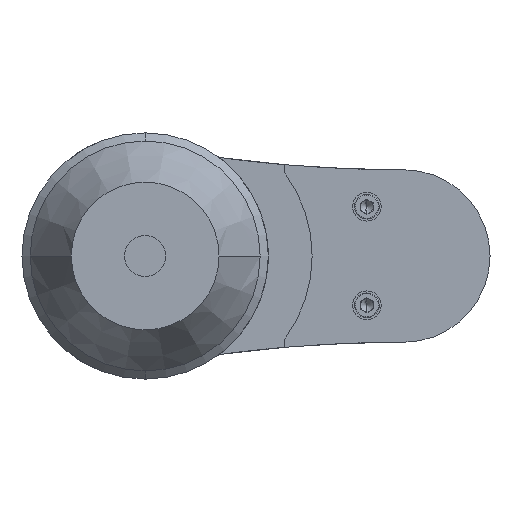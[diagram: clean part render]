
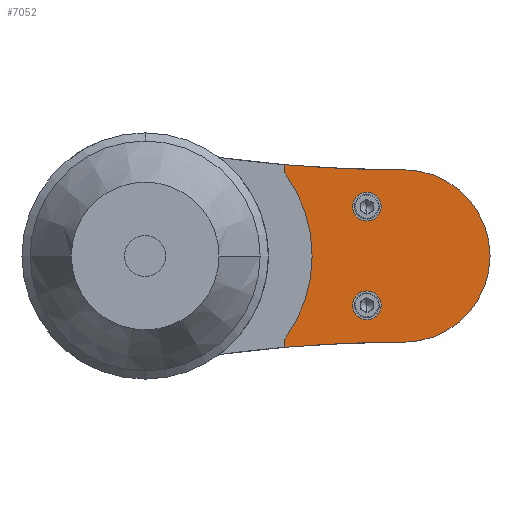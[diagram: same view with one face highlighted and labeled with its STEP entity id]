
A CAD part, left-side view. The second image highlights one B-rep face of the part: STEP entity #7052.
In plain terms, the highlighted planar face has unit normal (-1, 0, 0).
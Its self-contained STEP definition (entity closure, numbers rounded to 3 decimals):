
#69 = CIRCLE ( 'NONE', #5304, 169.5 ) ;
#208 = CIRCLE ( 'NONE', #4401, 169.5 ) ;
#262 = ORIENTED_EDGE ( 'NONE', *, *, #6435, .F. ) ;
#339 = DIRECTION ( 'NONE',  ( 0., 0., -1. ) ) ;
#354 = VECTOR ( 'NONE', #5240, 1000. ) ;
#479 = DIRECTION ( 'NONE',  ( -1., 0., 0. ) ) ;
#554 = CIRCLE ( 'NONE', #4638, 1.75 ) ;
#626 = DIRECTION ( 'NONE',  ( -1., 0., 0. ) ) ;
#698 = DIRECTION ( 'NONE',  ( 0., 0., -1. ) ) ;
#1043 = EDGE_CURVE ( 'NONE', #5580, #6941, #6667, .T. ) ;
#1084 = VECTOR ( 'NONE', #2771, 1000. ) ;
#1140 = FACE_OUTER_BOUND ( 'NONE', #6518, .T. ) ;
#1238 = EDGE_LOOP ( 'NONE', ( #1840, #262 ) ) ;
#1248 = CIRCLE ( 'NONE', #6501, 10.5 ) ;
#1276 = AXIS2_PLACEMENT_3D ( 'NONE', #5324, #5872, #339 ) ;
#1293 = VERTEX_POINT ( 'NONE', #3947 ) ;
#1475 = AXIS2_PLACEMENT_3D ( 'NONE', #6467, #3701, #4279 ) ;
#1508 = CIRCLE ( 'NONE', #3382, 1.75 ) ;
#1640 = DIRECTION ( 'NONE',  ( 0., 0., 1. ) ) ;
#1840 = ORIENTED_EDGE ( 'NONE', *, *, #5400, .F. ) ;
#1979 = VERTEX_POINT ( 'NONE', #3970 ) ;
#2079 = VERTEX_POINT ( 'NONE', #4855 ) ;
#2246 = EDGE_CURVE ( 'NONE', #1979, #5580, #69, .T. ) ;
#2259 = VERTEX_POINT ( 'NONE', #4052 ) ;
#2273 = CARTESIAN_POINT ( 'NONE',  ( 105.807, -31.5, 180. ) ) ;
#2287 = CARTESIAN_POINT ( 'NONE',  ( 105.807, -27., 6. ) ) ;
#2308 = CARTESIAN_POINT ( 'NONE',  ( 105.807, -31.5, 0. ) ) ;
#2639 = CARTESIAN_POINT ( 'NONE',  ( 105.807, -27., -7.75 ) ) ;
#2643 = AXIS2_PLACEMENT_3D ( 'NONE', #6643, #5546, #1640 ) ;
#2704 = DIRECTION ( 'NONE',  ( 0., 0., 1. ) ) ;
#2709 = CARTESIAN_POINT ( 'NONE',  ( 105.807, -31.5, 10.5 ) ) ;
#2771 = DIRECTION ( 'NONE',  ( 0., 0., 1. ) ) ;
#2853 = DIRECTION ( 'NONE',  ( 0., 0., -1. ) ) ;
#2895 = DIRECTION ( 'NONE',  ( 0., 0., -1. ) ) ;
#3009 = EDGE_LOOP ( 'NONE', ( #4203, #4075 ) ) ;
#3053 = VERTEX_POINT ( 'NONE', #2639 ) ;
#3169 = LINE ( 'NONE', #4735, #354 ) ;
#3180 = CARTESIAN_POINT ( 'NONE',  ( 105.807, -17., -11.121 ) ) ;
#3238 = EDGE_CURVE ( 'NONE', #4948, #1979, #1248, .T. ) ;
#3270 = EDGE_CURVE ( 'NONE', #6941, #2079, #3605, .T. ) ;
#3286 = CARTESIAN_POINT ( 'NONE',  ( 105.807, -31.5, -180. ) ) ;
#3382 = AXIS2_PLACEMENT_3D ( 'NONE', #4952, #5161, #6795 ) ;
#3605 = CIRCLE ( 'NONE', #4061, 17. ) ;
#3625 = CIRCLE ( 'NONE', #1276, 1.75 ) ;
#3637 = ORIENTED_EDGE ( 'NONE', *, *, #5624, .F. ) ;
#3677 = CARTESIAN_POINT ( 'NONE',  ( 105.807, -17., 11.121 ) ) ;
#3701 = DIRECTION ( 'NONE',  ( -1., 0., 0. ) ) ;
#3935 = DIRECTION ( 'NONE',  ( -1., 0., 0. ) ) ;
#3947 = CARTESIAN_POINT ( 'NONE',  ( 105.807, -27., -4.25 ) ) ;
#3970 = CARTESIAN_POINT ( 'NONE',  ( 105.807, -31.5, -10.5 ) ) ;
#3994 = ORIENTED_EDGE ( 'NONE', *, *, #2246, .F. ) ;
#4052 = CARTESIAN_POINT ( 'NONE',  ( 105.807, -27., 7.75 ) ) ;
#4061 = AXIS2_PLACEMENT_3D ( 'NONE', #5616, #626, #2853 ) ;
#4075 = ORIENTED_EDGE ( 'NONE', *, *, #5441, .F. ) ;
#4131 = ORIENTED_EDGE ( 'NONE', *, *, #3270, .F. ) ;
#4171 = CIRCLE ( 'NONE', #1475, 1.75 ) ;
#4200 = CARTESIAN_POINT ( 'NONE',  ( 105.807, -17., -11.121 ) ) ;
#4203 = ORIENTED_EDGE ( 'NONE', *, *, #4395, .F. ) ;
#4279 = DIRECTION ( 'NONE',  ( 0., 0., -1. ) ) ;
#4391 = CARTESIAN_POINT ( 'NONE',  ( 105.807, -17., -10.118 ) ) ;
#4395 = EDGE_CURVE ( 'NONE', #5690, #2259, #554, .T. ) ;
#4399 = CARTESIAN_POINT ( 'NONE',  ( 105.807, -27., 4.25 ) ) ;
#4401 = AXIS2_PLACEMENT_3D ( 'NONE', #2273, #4501, #2895 ) ;
#4406 = ORIENTED_EDGE ( 'NONE', *, *, #6173, .F. ) ;
#4501 = DIRECTION ( 'NONE',  ( -1., 0., 0. ) ) ;
#4503 = PLANE ( 'NONE',  #2643 ) ;
#4629 = ORIENTED_EDGE ( 'NONE', *, *, #3238, .F. ) ;
#4638 = AXIS2_PLACEMENT_3D ( 'NONE', #2287, #3935, #6150 ) ;
#4735 = CARTESIAN_POINT ( 'NONE',  ( 105.807, -17., 10.118 ) ) ;
#4855 = CARTESIAN_POINT ( 'NONE',  ( 105.807, -17., 10.118 ) ) ;
#4948 = VERTEX_POINT ( 'NONE', #2709 ) ;
#4952 = CARTESIAN_POINT ( 'NONE',  ( 105.807, -27., 6. ) ) ;
#5161 = DIRECTION ( 'NONE',  ( -1., 0., 0. ) ) ;
#5240 = DIRECTION ( 'NONE',  ( 0., 0., 1. ) ) ;
#5304 = AXIS2_PLACEMENT_3D ( 'NONE', #3286, #479, #2704 ) ;
#5324 = CARTESIAN_POINT ( 'NONE',  ( 105.807, -27., -6. ) ) ;
#5400 = EDGE_CURVE ( 'NONE', #3053, #1293, #3625, .T. ) ;
#5441 = EDGE_CURVE ( 'NONE', #2259, #5690, #1508, .T. ) ;
#5546 = DIRECTION ( 'NONE',  ( 1., 0., 0. ) ) ;
#5568 = ORIENTED_EDGE ( 'NONE', *, *, #1043, .F. ) ;
#5580 = VERTEX_POINT ( 'NONE', #4200 ) ;
#5581 = DIRECTION ( 'NONE',  ( 1., 0., 0. ) ) ;
#5616 = CARTESIAN_POINT ( 'NONE',  ( 105.807, -3.339, 0. ) ) ;
#5624 = EDGE_CURVE ( 'NONE', #2079, #6838, #3169, .T. ) ;
#5690 = VERTEX_POINT ( 'NONE', #4399 ) ;
#5872 = DIRECTION ( 'NONE',  ( -1., 0., 0. ) ) ;
#6150 = DIRECTION ( 'NONE',  ( 0., 0., -1. ) ) ;
#6173 = EDGE_CURVE ( 'NONE', #6838, #4948, #208, .T. ) ;
#6246 = FACE_BOUND ( 'NONE', #3009, .T. ) ;
#6435 = EDGE_CURVE ( 'NONE', #1293, #3053, #4171, .T. ) ;
#6467 = CARTESIAN_POINT ( 'NONE',  ( 105.807, -27., -6. ) ) ;
#6501 = AXIS2_PLACEMENT_3D ( 'NONE', #2308, #5581, #698 ) ;
#6518 = EDGE_LOOP ( 'NONE', ( #3994, #4629, #4406, #3637, #4131, #5568 ) ) ;
#6643 = CARTESIAN_POINT ( 'NONE',  ( 105.807, -31.5, -180. ) ) ;
#6667 = LINE ( 'NONE', #3180, #1084 ) ;
#6750 = FACE_BOUND ( 'NONE', #1238, .T. ) ;
#6795 = DIRECTION ( 'NONE',  ( 0., 0., -1. ) ) ;
#6838 = VERTEX_POINT ( 'NONE', #3677 ) ;
#6941 = VERTEX_POINT ( 'NONE', #4391 ) ;
#7052 = ADVANCED_FACE ( 'NONE', ( #6246, #6750, #1140 ), #4503, .F. ) ;
